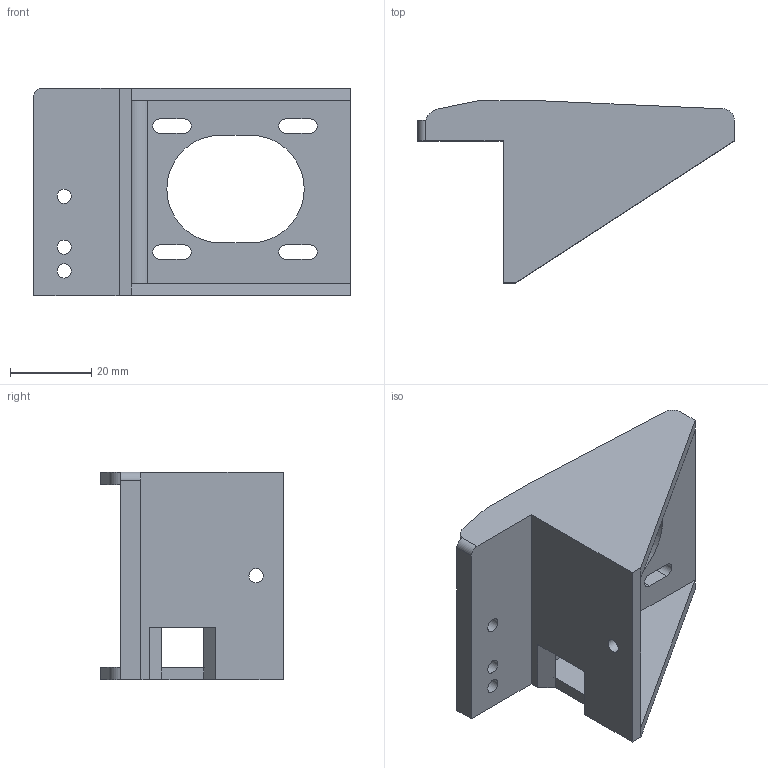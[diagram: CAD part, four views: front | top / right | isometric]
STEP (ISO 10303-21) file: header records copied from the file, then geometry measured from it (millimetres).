
FILE_DESCRIPTION(/* description */ (''),/* implementation_level */ '2;1');
FILE_NAME(/* name */ 'Front_Motor_Mount v1.step',/* time_stamp */ '2020-09-05T23:23:55+01:00',/* author */ (''),/* organization */ (''),/* preprocessor_version */ 'ST-DEVELOPER v18.1',/* originating_system */ 'Autodesk Translation Framework v9.3.0.1241',/* authorisation */ '');
FILE_SCHEMA (('AUTOMOTIVE_DESIGN { 1 0 10303 214 3 1 1 }'));
Length unit declared in the file: millimetre
Products named in the file (1): Front_Motor_Mount
Bounding box: 77.89 x 44.83 x 51 mm (x, y, z)
Volume: 27707.5 mm3; surface area: 16911.2 mm2
Topology: 1 solids, 1 shells, 59 faces, 167 edges, 108 vertices
Faces by surface type: plane 38, cylinder 21
Full cylindrical faces by diameter (mm): 3.5 x4
Entity records: 1983 total; most frequent: CARTESIAN_POINT 335, ORIENTED_EDGE 334, DIRECTION 329, EDGE_CURVE 167, LINE 125, VECTOR 125, VERTEX_POINT 108, AXIS2_PLACEMENT_3D 102
